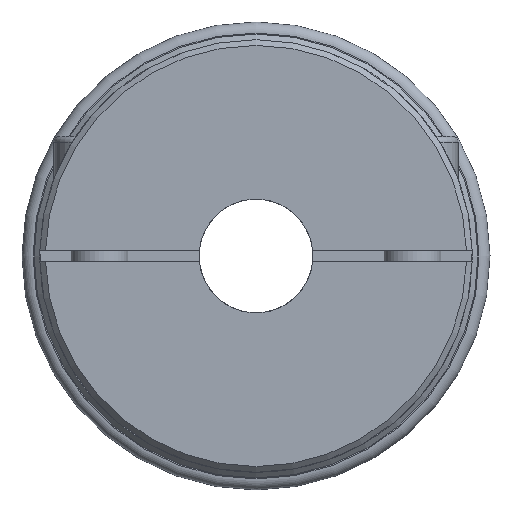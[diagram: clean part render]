
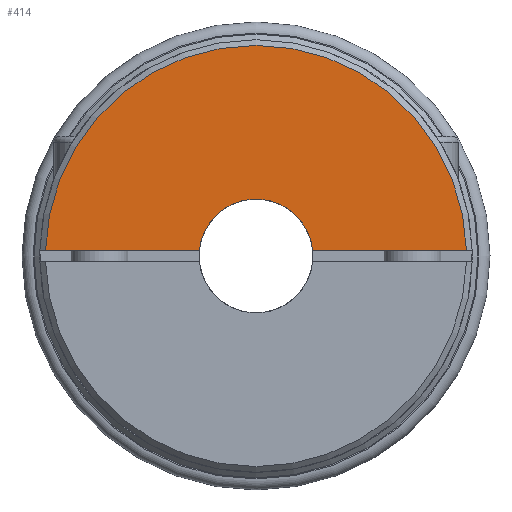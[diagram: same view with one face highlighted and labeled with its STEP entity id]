
A CAD part, left-side view. The second image highlights one B-rep face of the part: STEP entity #414.
In plain terms, the highlighted planar face has unit normal (-1, 0, 0).
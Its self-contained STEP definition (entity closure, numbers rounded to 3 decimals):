
#414 = ADVANCED_FACE( '', ( #929 ), #930, .T. );
#929 = FACE_OUTER_BOUND( '', #1492, .T. );
#930 = PLANE( '', #1493 );
#1492 = EDGE_LOOP( '', ( #2508, #2509, #2510, #2511 ) );
#1493 = AXIS2_PLACEMENT_3D( '', #2512, #2513, #2514 );
#2508 = ORIENTED_EDGE( '', *, *, #3077, .F. );
#2509 = ORIENTED_EDGE( '', *, *, #3115, .T. );
#2510 = ORIENTED_EDGE( '', *, *, #2946, .F. );
#2511 = ORIENTED_EDGE( '', *, *, #2982, .F. );
#2512 = CARTESIAN_POINT( '', ( -28., 0., 7.5 ) );
#2513 = DIRECTION( '', ( -1., 0., 0. ) );
#2514 = DIRECTION( '', ( 0., -1., 0. ) );
#2946 = EDGE_CURVE( '', #3486, #3482, #3488, .T. );
#2982 = EDGE_CURVE( '', #3536, #3486, #3538, .T. );
#3077 = EDGE_CURVE( '', #3667, #3536, #3669, .T. );
#3115 = EDGE_CURVE( '', #3667, #3482, #3714, .F. );
#3482 = VERTEX_POINT( '', #4554 );
#3486 = VERTEX_POINT( '', #4560 );
#3488 = LINE( '', #4563, #4564 );
#3536 = VERTEX_POINT( '', #4810 );
#3538 = CIRCLE( '', #4813, 37. );
#3667 = VERTEX_POINT( '', #5053 );
#3669 = LINE( '', #5056, #5057 );
#3714 = CIRCLE( '', #5110, 10. );
#4554 = CARTESIAN_POINT( '', ( -28., -9.95, 1. ) );
#4560 = CARTESIAN_POINT( '', ( -28., -36.986, 1. ) );
#4563 = CARTESIAN_POINT( '', ( -28., 0., 1. ) );
#4564 = VECTOR( '', #5429, 1000. );
#4810 = CARTESIAN_POINT( '', ( -28., 36.986, 1. ) );
#4813 = AXIS2_PLACEMENT_3D( '', #5463, #5464, #5465 );
#5053 = CARTESIAN_POINT( '', ( -28., 9.95, 1. ) );
#5056 = CARTESIAN_POINT( '', ( -28., 0., 1. ) );
#5057 = VECTOR( '', #5594, 1000. );
#5110 = AXIS2_PLACEMENT_3D( '', #5633, #5634, #5635 );
#5429 = DIRECTION( '', ( 0., 1., 0. ) );
#5463 = CARTESIAN_POINT( '', ( -28., 0., 0. ) );
#5464 = DIRECTION( '', ( 1., 0., 0. ) );
#5465 = DIRECTION( '', ( 0., 0., 1. ) );
#5594 = DIRECTION( '', ( 0., 1., 0. ) );
#5633 = CARTESIAN_POINT( '', ( -28., 0., 0. ) );
#5634 = DIRECTION( '', ( -1., 0., 0. ) );
#5635 = DIRECTION( '', ( 0., -1., 0. ) );
